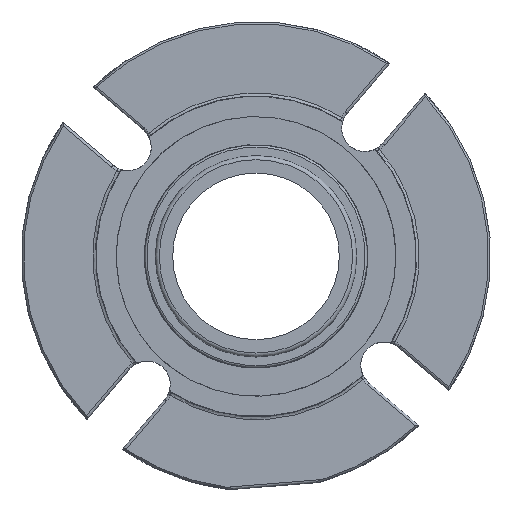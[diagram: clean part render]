
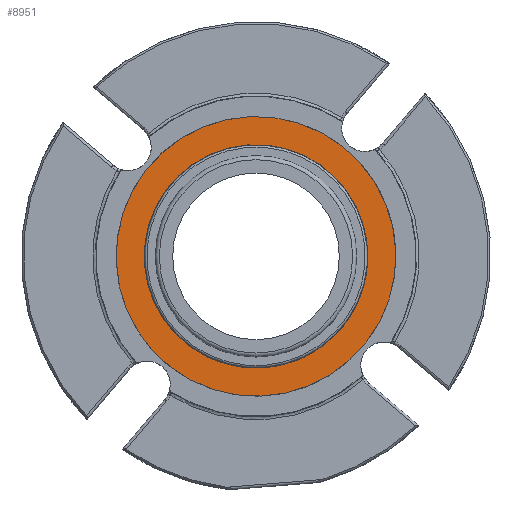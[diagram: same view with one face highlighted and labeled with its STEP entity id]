
A CAD part, left-side view. The second image highlights one B-rep face of the part: STEP entity #8951.
In plain terms, the highlighted planar face has unit normal (-1, 0, 0).
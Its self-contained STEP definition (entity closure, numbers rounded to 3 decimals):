
#1699=PLANE('',#9554);
#1926=ORIENTED_EDGE('',*,*,#4723,.T.);
#1927=ORIENTED_EDGE('',*,*,#4722,.T.);
#4722=EDGE_CURVE('',#6128,#6128,#7033,.F.);
#4723=EDGE_CURVE('',#6129,#6129,#7034,.T.);
#6128=VERTEX_POINT('',#12927);
#6129=VERTEX_POINT('',#12930);
#7033=CIRCLE('',#9553,42.228);
#7034=CIRCLE('',#9555,52.883);
#7506=EDGE_LOOP('',(#1926));
#7507=EDGE_LOOP('',(#1927));
#8159=FACE_BOUND('',#7506,.T.);
#8160=FACE_BOUND('',#7507,.T.);
#8951=ADVANCED_FACE('',(#8159,#8160),#1699,.T.);
#9553=AXIS2_PLACEMENT_3D('',#12926,#10536,#10537);
#9554=AXIS2_PLACEMENT_3D('',#12928,#10538,#10539);
#9555=AXIS2_PLACEMENT_3D('',#12929,#10540,#10541);
#10536=DIRECTION('',(-1.,0.,0.));
#10537=DIRECTION('',(0.,-1.,0.));
#10538=DIRECTION('',(-1.,0.,0.));
#10539=DIRECTION('',(0.,-0.135,0.991));
#10540=DIRECTION('',(-1.,0.,0.));
#10541=DIRECTION('',(0.,-0.135,0.991));
#12926=CARTESIAN_POINT('',(-10.262,0.,0.));
#12927=CARTESIAN_POINT('',(-10.262,-42.228,0.));
#12928=CARTESIAN_POINT('',(-10.262,-6.217,45.616));
#12929=CARTESIAN_POINT('',(-10.262,0.,0.));
#12930=CARTESIAN_POINT('',(-10.262,-7.141,52.398));
